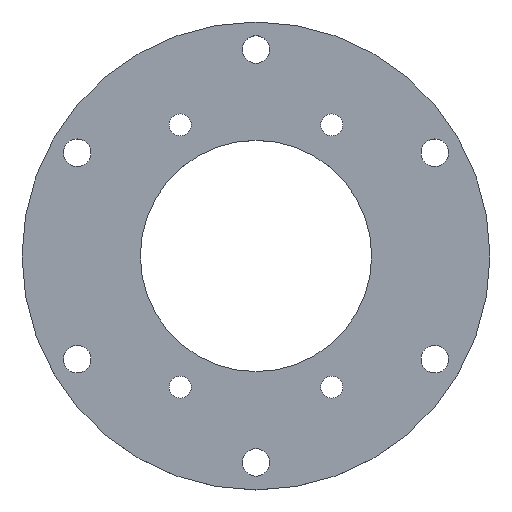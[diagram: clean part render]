
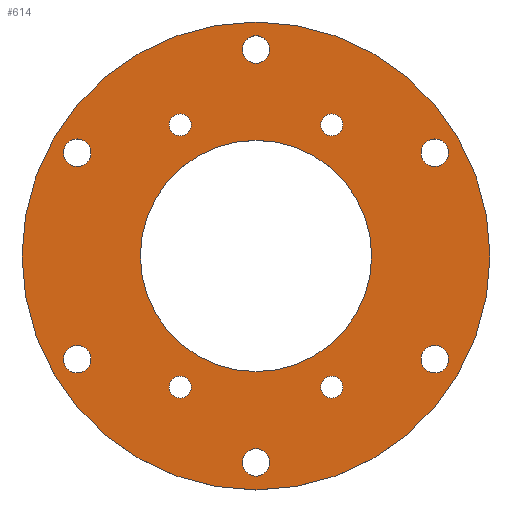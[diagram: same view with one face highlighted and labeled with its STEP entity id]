
A CAD part, top view. The second image highlights one B-rep face of the part: STEP entity #614.
In plain terms, the highlighted planar face has unit normal (0, 0, 1).
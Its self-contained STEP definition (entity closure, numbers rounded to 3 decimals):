
#129=CARTESIAN_POINT('',(0.,0.,3.));
#130=DIRECTION('',(0.,0.,-1.));
#131=DIRECTION('',(1.,0.,0.));
#132=AXIS2_PLACEMENT_3D('',#129,#130,#131);
#134=CARTESIAN_POINT('',(0.,0.,3.));
#135=DIRECTION('',(0.,0.,-1.));
#136=DIRECTION('',(-1.,0.,0.));
#137=AXIS2_PLACEMENT_3D('',#134,#135,#136);
#139=CARTESIAN_POINT('',(0.,37.5,3.));
#140=DIRECTION('',(0.,0.,-1.));
#141=DIRECTION('',(1.,0.,0.));
#142=AXIS2_PLACEMENT_3D('',#139,#140,#141);
#144=CARTESIAN_POINT('',(0.,37.5,3.));
#145=DIRECTION('',(0.,0.,-1.));
#146=DIRECTION('',(-1.,0.,0.));
#147=AXIS2_PLACEMENT_3D('',#144,#145,#146);
#149=CARTESIAN_POINT('',(0.,-37.5,3.));
#150=DIRECTION('',(0.,0.,-1.));
#151=DIRECTION('',(1.,0.,0.));
#152=AXIS2_PLACEMENT_3D('',#149,#150,#151);
#154=CARTESIAN_POINT('',(0.,-37.5,3.));
#155=DIRECTION('',(0.,0.,-1.));
#156=DIRECTION('',(-1.,0.,0.));
#157=AXIS2_PLACEMENT_3D('',#154,#155,#156);
#159=CARTESIAN_POINT('',(-32.476,18.75,3.));
#160=DIRECTION('',(0.,0.,-1.));
#161=DIRECTION('',(1.,0.,0.));
#162=AXIS2_PLACEMENT_3D('',#159,#160,#161);
#164=CARTESIAN_POINT('',(-32.476,18.75,3.));
#165=DIRECTION('',(0.,0.,-1.));
#166=DIRECTION('',(-1.,0.,0.));
#167=AXIS2_PLACEMENT_3D('',#164,#165,#166);
#169=CARTESIAN_POINT('',(32.476,18.75,3.));
#170=DIRECTION('',(0.,0.,-1.));
#171=DIRECTION('',(1.,0.,0.));
#172=AXIS2_PLACEMENT_3D('',#169,#170,#171);
#174=CARTESIAN_POINT('',(32.476,18.75,3.));
#175=DIRECTION('',(0.,0.,-1.));
#176=DIRECTION('',(-1.,0.,0.));
#177=AXIS2_PLACEMENT_3D('',#174,#175,#176);
#179=CARTESIAN_POINT('',(32.476,-18.75,3.));
#180=DIRECTION('',(0.,0.,-1.));
#181=DIRECTION('',(1.,0.,0.));
#182=AXIS2_PLACEMENT_3D('',#179,#180,#181);
#184=CARTESIAN_POINT('',(32.476,-18.75,3.));
#185=DIRECTION('',(0.,0.,-1.));
#186=DIRECTION('',(-1.,0.,0.));
#187=AXIS2_PLACEMENT_3D('',#184,#185,#186);
#189=CARTESIAN_POINT('',(-32.476,-18.75,3.));
#190=DIRECTION('',(0.,0.,-1.));
#191=DIRECTION('',(1.,0.,0.));
#192=AXIS2_PLACEMENT_3D('',#189,#190,#191);
#194=CARTESIAN_POINT('',(-32.476,-18.75,3.));
#195=DIRECTION('',(0.,0.,-1.));
#196=DIRECTION('',(-1.,0.,0.));
#197=AXIS2_PLACEMENT_3D('',#194,#195,#196);
#199=CARTESIAN_POINT('',(0.,0.,3.));
#200=DIRECTION('',(0.,0.,1.));
#201=DIRECTION('',(1.,0.,0.));
#202=AXIS2_PLACEMENT_3D('',#199,#200,#201);
#204=CARTESIAN_POINT('',(0.,0.,3.));
#205=DIRECTION('',(0.,0.,1.));
#206=DIRECTION('',(-1.,0.,0.));
#207=AXIS2_PLACEMENT_3D('',#204,#205,#206);
#209=CARTESIAN_POINT('',(-13.75,23.816,3.));
#210=DIRECTION('',(0.,0.,1.));
#211=DIRECTION('',(1.,0.,0.));
#212=AXIS2_PLACEMENT_3D('',#209,#210,#211);
#214=CARTESIAN_POINT('',(-13.75,23.816,3.));
#215=DIRECTION('',(0.,0.,1.));
#216=DIRECTION('',(-1.,0.,0.));
#217=AXIS2_PLACEMENT_3D('',#214,#215,#216);
#219=CARTESIAN_POINT('',(13.75,23.816,3.));
#220=DIRECTION('',(0.,0.,1.));
#221=DIRECTION('',(1.,0.,0.));
#222=AXIS2_PLACEMENT_3D('',#219,#220,#221);
#224=CARTESIAN_POINT('',(13.75,23.816,3.));
#225=DIRECTION('',(0.,0.,1.));
#226=DIRECTION('',(-1.,0.,0.));
#227=AXIS2_PLACEMENT_3D('',#224,#225,#226);
#229=CARTESIAN_POINT('',(13.75,-23.816,3.));
#230=DIRECTION('',(0.,0.,1.));
#231=DIRECTION('',(1.,0.,0.));
#232=AXIS2_PLACEMENT_3D('',#229,#230,#231);
#234=CARTESIAN_POINT('',(13.75,-23.816,3.));
#235=DIRECTION('',(0.,0.,1.));
#236=DIRECTION('',(-1.,0.,0.));
#237=AXIS2_PLACEMENT_3D('',#234,#235,#236);
#239=CARTESIAN_POINT('',(-13.75,-23.816,3.));
#240=DIRECTION('',(0.,0.,1.));
#241=DIRECTION('',(1.,0.,0.));
#242=AXIS2_PLACEMENT_3D('',#239,#240,#241);
#244=CARTESIAN_POINT('',(-13.75,-23.816,3.));
#245=DIRECTION('',(0.,0.,1.));
#246=DIRECTION('',(-1.,0.,0.));
#247=AXIS2_PLACEMENT_3D('',#244,#245,#246);
#369=CARTESIAN_POINT('',(21.,0.,3.));
#370=CARTESIAN_POINT('',(-21.,0.,3.));
#371=VERTEX_POINT('',#369);
#372=VERTEX_POINT('',#370);
#373=CARTESIAN_POINT('',(2.5,37.5,3.));
#374=CARTESIAN_POINT('',(-2.5,37.5,3.));
#375=VERTEX_POINT('',#373);
#376=VERTEX_POINT('',#374);
#377=CARTESIAN_POINT('',(2.5,-37.5,3.));
#378=CARTESIAN_POINT('',(-2.5,-37.5,3.));
#379=VERTEX_POINT('',#377);
#380=VERTEX_POINT('',#378);
#381=CARTESIAN_POINT('',(-29.976,18.75,3.));
#382=CARTESIAN_POINT('',(-34.976,18.75,3.));
#383=VERTEX_POINT('',#381);
#384=VERTEX_POINT('',#382);
#385=CARTESIAN_POINT('',(34.976,18.75,3.));
#386=CARTESIAN_POINT('',(29.976,18.75,3.));
#387=VERTEX_POINT('',#385);
#388=VERTEX_POINT('',#386);
#389=CARTESIAN_POINT('',(34.976,-18.75,3.));
#390=CARTESIAN_POINT('',(29.976,-18.75,3.));
#391=VERTEX_POINT('',#389);
#392=VERTEX_POINT('',#390);
#393=CARTESIAN_POINT('',(-29.976,-18.75,3.));
#394=CARTESIAN_POINT('',(-34.976,-18.75,3.));
#395=VERTEX_POINT('',#393);
#396=VERTEX_POINT('',#394);
#397=CARTESIAN_POINT('',(42.5,0.,3.));
#398=CARTESIAN_POINT('',(-42.5,0.,3.));
#399=VERTEX_POINT('',#397);
#400=VERTEX_POINT('',#398);
#417=CARTESIAN_POINT('',(-11.75,23.816,3.));
#418=CARTESIAN_POINT('',(-15.75,23.816,3.));
#419=VERTEX_POINT('',#417);
#420=VERTEX_POINT('',#418);
#421=CARTESIAN_POINT('',(15.75,23.816,3.));
#422=CARTESIAN_POINT('',(11.75,23.816,3.));
#423=VERTEX_POINT('',#421);
#424=VERTEX_POINT('',#422);
#425=CARTESIAN_POINT('',(15.75,-23.816,3.));
#426=CARTESIAN_POINT('',(11.75,-23.816,3.));
#427=VERTEX_POINT('',#425);
#428=VERTEX_POINT('',#426);
#429=CARTESIAN_POINT('',(-11.75,-23.816,3.));
#430=CARTESIAN_POINT('',(-15.75,-23.816,3.));
#431=VERTEX_POINT('',#429);
#432=VERTEX_POINT('',#430);
#539=CARTESIAN_POINT('',(0.,0.,3.));
#540=DIRECTION('',(0.,0.,1.));
#541=DIRECTION('',(1.,0.,0.));
#542=AXIS2_PLACEMENT_3D('',#539,#540,#541);
#543=PLANE('',#542);
#545=ORIENTED_EDGE('',*,*,#544,.F.);
#547=ORIENTED_EDGE('',*,*,#546,.F.);
#548=EDGE_LOOP('',(#545,#547));
#549=FACE_OUTER_BOUND('',#548,.F.);
#551=ORIENTED_EDGE('',*,*,#550,.F.);
#553=ORIENTED_EDGE('',*,*,#552,.F.);
#554=EDGE_LOOP('',(#551,#553));
#555=FACE_BOUND('',#554,.F.);
#557=ORIENTED_EDGE('',*,*,#556,.F.);
#559=ORIENTED_EDGE('',*,*,#558,.F.);
#560=EDGE_LOOP('',(#557,#559));
#561=FACE_BOUND('',#560,.F.);
#563=ORIENTED_EDGE('',*,*,#562,.F.);
#565=ORIENTED_EDGE('',*,*,#564,.F.);
#566=EDGE_LOOP('',(#563,#565));
#567=FACE_BOUND('',#566,.F.);
#569=ORIENTED_EDGE('',*,*,#568,.F.);
#571=ORIENTED_EDGE('',*,*,#570,.F.);
#572=EDGE_LOOP('',(#569,#571));
#573=FACE_BOUND('',#572,.F.);
#575=ORIENTED_EDGE('',*,*,#574,.F.);
#577=ORIENTED_EDGE('',*,*,#576,.F.);
#578=EDGE_LOOP('',(#575,#577));
#579=FACE_BOUND('',#578,.F.);
#581=ORIENTED_EDGE('',*,*,#580,.F.);
#583=ORIENTED_EDGE('',*,*,#582,.F.);
#584=EDGE_LOOP('',(#581,#583));
#585=FACE_BOUND('',#584,.F.);
#586=ORIENTED_EDGE('',*,*,#519,.F.);
#587=ORIENTED_EDGE('',*,*,#533,.F.);
#588=EDGE_LOOP('',(#586,#587));
#589=FACE_BOUND('',#588,.F.);
#591=ORIENTED_EDGE('',*,*,#590,.T.);
#593=ORIENTED_EDGE('',*,*,#592,.T.);
#594=EDGE_LOOP('',(#591,#593));
#595=FACE_BOUND('',#594,.F.);
#597=ORIENTED_EDGE('',*,*,#596,.T.);
#599=ORIENTED_EDGE('',*,*,#598,.T.);
#600=EDGE_LOOP('',(#597,#599));
#601=FACE_BOUND('',#600,.F.);
#603=ORIENTED_EDGE('',*,*,#602,.T.);
#605=ORIENTED_EDGE('',*,*,#604,.T.);
#606=EDGE_LOOP('',(#603,#605));
#607=FACE_BOUND('',#606,.F.);
#609=ORIENTED_EDGE('',*,*,#608,.T.);
#611=ORIENTED_EDGE('',*,*,#610,.T.);
#612=EDGE_LOOP('',(#609,#611));
#613=FACE_BOUND('',#612,.F.);
#614=ADVANCED_FACE('',(#549,#555,#561,#567,#573,#579,#585,#589,#595,#601,#607,
#613),#543,.T.);
#133=CIRCLE('',#132,21.);
#138=CIRCLE('',#137,21.);
#143=CIRCLE('',#142,2.5);
#148=CIRCLE('',#147,2.5);
#153=CIRCLE('',#152,2.5);
#158=CIRCLE('',#157,2.5);
#163=CIRCLE('',#162,2.5);
#168=CIRCLE('',#167,2.5);
#173=CIRCLE('',#172,2.5);
#178=CIRCLE('',#177,2.5);
#183=CIRCLE('',#182,2.5);
#188=CIRCLE('',#187,2.5);
#193=CIRCLE('',#192,2.5);
#198=CIRCLE('',#197,2.5);
#203=CIRCLE('',#202,42.5);
#208=CIRCLE('',#207,42.5);
#213=CIRCLE('',#212,2.);
#218=CIRCLE('',#217,2.);
#223=CIRCLE('',#222,2.);
#228=CIRCLE('',#227,2.);
#233=CIRCLE('',#232,2.);
#238=CIRCLE('',#237,2.);
#243=CIRCLE('',#242,2.);
#248=CIRCLE('',#247,2.);
#519=EDGE_CURVE('',#371,#372,#133,.T.);
#533=EDGE_CURVE('',#372,#371,#138,.T.);
#544=EDGE_CURVE('',#399,#400,#203,.T.);
#546=EDGE_CURVE('',#400,#399,#208,.T.);
#550=EDGE_CURVE('',#375,#376,#143,.T.);
#552=EDGE_CURVE('',#376,#375,#148,.T.);
#556=EDGE_CURVE('',#379,#380,#153,.T.);
#558=EDGE_CURVE('',#380,#379,#158,.T.);
#562=EDGE_CURVE('',#383,#384,#163,.T.);
#564=EDGE_CURVE('',#384,#383,#168,.T.);
#568=EDGE_CURVE('',#387,#388,#173,.T.);
#570=EDGE_CURVE('',#388,#387,#178,.T.);
#574=EDGE_CURVE('',#391,#392,#183,.T.);
#576=EDGE_CURVE('',#392,#391,#188,.T.);
#580=EDGE_CURVE('',#395,#396,#193,.T.);
#582=EDGE_CURVE('',#396,#395,#198,.T.);
#590=EDGE_CURVE('',#419,#420,#213,.T.);
#592=EDGE_CURVE('',#420,#419,#218,.T.);
#596=EDGE_CURVE('',#423,#424,#223,.T.);
#598=EDGE_CURVE('',#424,#423,#228,.T.);
#602=EDGE_CURVE('',#427,#428,#233,.T.);
#604=EDGE_CURVE('',#428,#427,#238,.T.);
#608=EDGE_CURVE('',#431,#432,#243,.T.);
#610=EDGE_CURVE('',#432,#431,#248,.T.);
